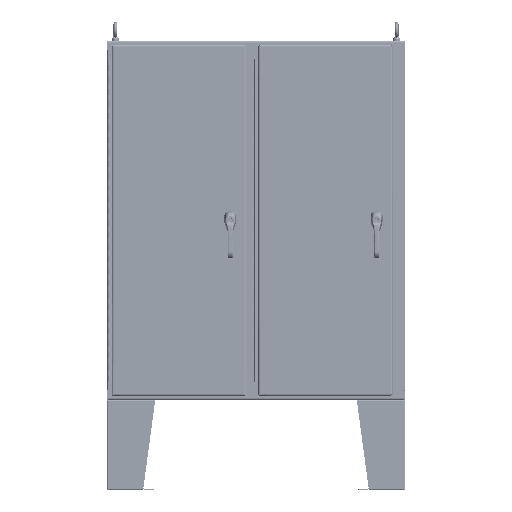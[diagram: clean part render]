
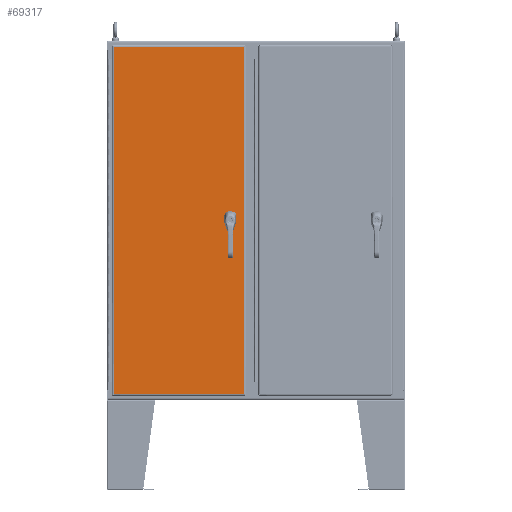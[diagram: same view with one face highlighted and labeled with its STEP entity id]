
A CAD part, top view. The second image highlights one B-rep face of the part: STEP entity #69317.
In plain terms, the highlighted planar face has unit normal (0, 0, 1).
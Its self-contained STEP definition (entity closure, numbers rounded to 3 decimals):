
#3576=FACE_BOUND('',#11680,.T.);
#3577=FACE_BOUND('',#11681,.T.);
#3578=FACE_BOUND('',#11682,.T.);
#3579=FACE_BOUND('',#11683,.T.);
#4670=PLANE('',#74711);
#7027=FACE_OUTER_BOUND('',#11679,.T.);
#11679=EDGE_LOOP('',(#51370,#51371,#51372,#51373));
#11680=EDGE_LOOP('',(#51374,#51375,#51376,#51377,#51378,#51379,#51380,#51381));
#11681=EDGE_LOOP('',(#51382));
#11682=EDGE_LOOP('',(#51383));
#11683=EDGE_LOOP('',(#51384));
#16851=LINE('',#113414,#22056);
#16855=LINE('',#113426,#22060);
#16859=LINE('',#113438,#22064);
#16863=LINE('',#113450,#22068);
#16883=LINE('',#113521,#22088);
#16899=LINE('',#113643,#22104);
#16913=LINE('',#113760,#22118);
#16924=LINE('',#113871,#22129);
#22056=VECTOR('',#86414,0.427);
#22060=VECTOR('',#86426,0.427);
#22064=VECTOR('',#86438,0.427);
#22068=VECTOR('',#86450,0.427);
#22088=VECTOR('',#86506,58.042);
#22104=VECTOR('',#86536,21.792);
#22118=VECTOR('',#86564,58.042);
#22129=VECTOR('',#86587,21.792);
#26572=CIRCLE('',#74657,0.453);
#26574=CIRCLE('',#74661,0.453);
#26576=CIRCLE('',#74665,0.453);
#26578=CIRCLE('',#74669,0.453);
#26580=CIRCLE('',#74672,0.14);
#26582=CIRCLE('',#74675,0.14);
#26584=CIRCLE('',#74678,0.14);
#31230=VERTEX_POINT('',#113411);
#31231=VERTEX_POINT('',#113413);
#31233=VERTEX_POINT('',#113419);
#31235=VERTEX_POINT('',#113425);
#31237=VERTEX_POINT('',#113431);
#31239=VERTEX_POINT('',#113437);
#31241=VERTEX_POINT('',#113443);
#31243=VERTEX_POINT('',#113449);
#31245=VERTEX_POINT('',#113458);
#31247=VERTEX_POINT('',#113463);
#31249=VERTEX_POINT('',#113468);
#31265=VERTEX_POINT('',#113509);
#31266=VERTEX_POINT('',#113520);
#31277=VERTEX_POINT('',#113632);
#31285=VERTEX_POINT('',#113749);
#38441=EDGE_CURVE('',#31231,#31230,#16851,.T.);
#38444=EDGE_CURVE('',#31233,#31231,#26572,.T.);
#38447=EDGE_CURVE('',#31235,#31233,#16855,.T.);
#38450=EDGE_CURVE('',#31237,#31235,#26574,.T.);
#38453=EDGE_CURVE('',#31239,#31237,#16859,.T.);
#38456=EDGE_CURVE('',#31241,#31239,#26576,.T.);
#38459=EDGE_CURVE('',#31243,#31241,#16863,.T.);
#38462=EDGE_CURVE('',#31230,#31243,#26578,.T.);
#38464=EDGE_CURVE('',#31245,#31245,#26580,.T.);
#38466=EDGE_CURVE('',#31247,#31247,#26582,.T.);
#38468=EDGE_CURVE('',#31249,#31249,#26584,.T.);
#38488=EDGE_CURVE('',#31266,#31265,#16883,.T.);
#38508=EDGE_CURVE('',#31265,#31277,#16899,.T.);
#38526=EDGE_CURVE('',#31277,#31285,#16913,.T.);
#38541=EDGE_CURVE('',#31285,#31266,#16924,.T.);
#51370=ORIENTED_EDGE('',*,*,#38488,.T.);
#51371=ORIENTED_EDGE('',*,*,#38508,.T.);
#51372=ORIENTED_EDGE('',*,*,#38526,.T.);
#51373=ORIENTED_EDGE('',*,*,#38541,.T.);
#51374=ORIENTED_EDGE('',*,*,#38441,.T.);
#51375=ORIENTED_EDGE('',*,*,#38462,.T.);
#51376=ORIENTED_EDGE('',*,*,#38459,.T.);
#51377=ORIENTED_EDGE('',*,*,#38456,.T.);
#51378=ORIENTED_EDGE('',*,*,#38453,.T.);
#51379=ORIENTED_EDGE('',*,*,#38450,.T.);
#51380=ORIENTED_EDGE('',*,*,#38447,.T.);
#51381=ORIENTED_EDGE('',*,*,#38444,.T.);
#51382=ORIENTED_EDGE('',*,*,#38464,.T.);
#51383=ORIENTED_EDGE('',*,*,#38466,.T.);
#51384=ORIENTED_EDGE('',*,*,#38468,.T.);
#69317=ADVANCED_FACE('',(#7027,#3576,#3577,#3578,#3579),#4670,.T.);
#74657=AXIS2_PLACEMENT_3D('',#113420,#86420,#86421);
#74661=AXIS2_PLACEMENT_3D('',#113432,#86432,#86433);
#74665=AXIS2_PLACEMENT_3D('',#113444,#86444,#86445);
#74669=AXIS2_PLACEMENT_3D('',#113454,#86456,#86457);
#74672=AXIS2_PLACEMENT_3D('',#113459,#86462,#86463);
#74675=AXIS2_PLACEMENT_3D('',#113464,#86468,#86469);
#74678=AXIS2_PLACEMENT_3D('',#113469,#86474,#86475);
#74711=AXIS2_PLACEMENT_3D('',#113974,#86612,#86613);
#86414=DIRECTION('',(0.,1.,0.));
#86420=DIRECTION('center_axis',(0.,0.,-1.));
#86421=DIRECTION('ref_axis',(-0.882,-0.471,0.));
#86426=DIRECTION('',(-1.,0.,0.));
#86432=DIRECTION('center_axis',(0.,0.,-1.));
#86433=DIRECTION('ref_axis',(0.471,-0.882,0.));
#86438=DIRECTION('',(0.,-1.,0.));
#86444=DIRECTION('center_axis',(0.,0.,-1.));
#86445=DIRECTION('ref_axis',(0.882,0.471,0.));
#86450=DIRECTION('',(1.,0.,0.));
#86456=DIRECTION('center_axis',(0.,0.,-1.));
#86457=DIRECTION('ref_axis',(-0.471,0.882,0.));
#86462=DIRECTION('center_axis',(0.,0.,-1.));
#86463=DIRECTION('ref_axis',(-1.,0.,0.));
#86468=DIRECTION('center_axis',(0.,0.,-1.));
#86469=DIRECTION('ref_axis',(-1.,0.,0.));
#86474=DIRECTION('center_axis',(0.,0.,-1.));
#86475=DIRECTION('ref_axis',(-1.,0.,0.));
#86506=DIRECTION('',(0.,1.,0.));
#86536=DIRECTION('',(-1.,0.,0.));
#86564=DIRECTION('',(0.,-1.,0.));
#86587=DIRECTION('',(1.,0.,0.));
#86612=DIRECTION('center_axis',(0.,0.,1.));
#86613=DIRECTION('ref_axis',(1.,0.,0.));
#113411=CARTESIAN_POINT('',(8.163,0.214,0.104));
#113413=CARTESIAN_POINT('',(8.163,-0.214,0.104));
#113414=CARTESIAN_POINT('',(8.163,0.107,0.104));
#113419=CARTESIAN_POINT('',(8.349,-0.399,0.104));
#113420=CARTESIAN_POINT('Origin',(8.563,0.,
0.104));
#113425=CARTESIAN_POINT('',(8.776,-0.399,0.104));
#113426=CARTESIAN_POINT('',(4.174,-0.399,0.104));
#113431=CARTESIAN_POINT('',(8.962,-0.214,0.104));
#113432=CARTESIAN_POINT('Origin',(8.563,0.,0.104));
#113437=CARTESIAN_POINT('',(8.962,0.214,0.104));
#113438=CARTESIAN_POINT('',(8.962,-0.107,0.104));
#113443=CARTESIAN_POINT('',(8.776,0.4,0.104));
#113444=CARTESIAN_POINT('Origin',(8.563,0.,0.104));
#113449=CARTESIAN_POINT('',(8.349,0.4,0.104));
#113450=CARTESIAN_POINT('',(4.388,0.4,0.104));
#113454=CARTESIAN_POINT('Origin',(8.563,0.,
0.104));
#113458=CARTESIAN_POINT('',(8.703,0.885,0.104));
#113459=CARTESIAN_POINT('Origin',(8.563,0.885,0.104));
#113463=CARTESIAN_POINT('',(8.703,-0.886,0.104));
#113464=CARTESIAN_POINT('Origin',(8.563,-0.886,0.104));
#113468=CARTESIAN_POINT('',(8.703,-1.378,0.104));
#113469=CARTESIAN_POINT('Origin',(8.563,-1.378,0.104));
#113509=CARTESIAN_POINT('',(10.896,29.021,0.104));
#113520=CARTESIAN_POINT('',(10.896,-29.021,0.104));
#113521=CARTESIAN_POINT('',(10.896,-14.511,0.104));
#113632=CARTESIAN_POINT('',(-10.896,29.021,0.104));
#113643=CARTESIAN_POINT('',(5.448,29.021,0.104));
#113749=CARTESIAN_POINT('',(-10.896,-29.021,0.104));
#113760=CARTESIAN_POINT('',(-10.896,14.511,0.104));
#113871=CARTESIAN_POINT('',(-5.448,-29.021,0.104));
#113974=CARTESIAN_POINT('Origin',(0.,0.,0.104));
